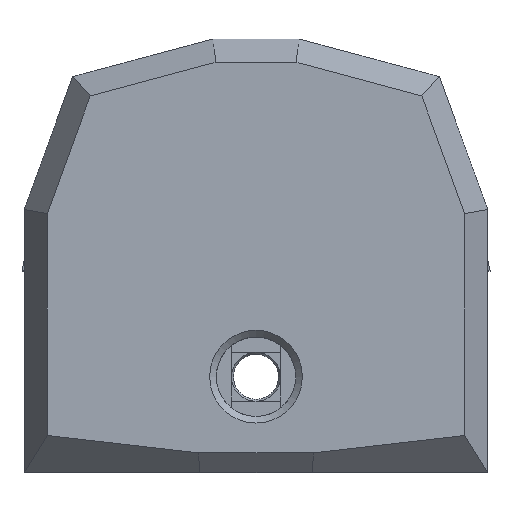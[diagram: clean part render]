
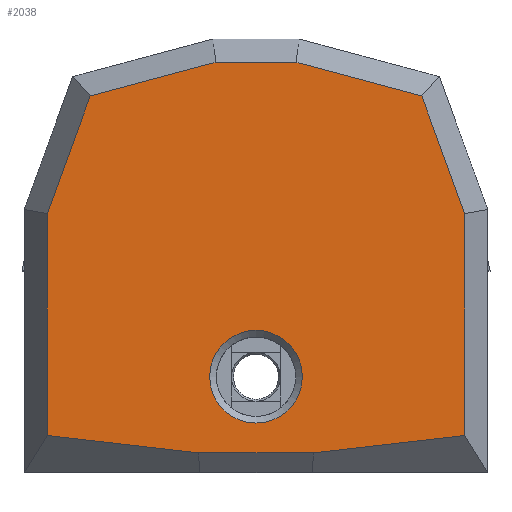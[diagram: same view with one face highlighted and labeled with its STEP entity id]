
A CAD part, top view. The second image highlights one B-rep face of the part: STEP entity #2038.
In plain terms, the highlighted planar face has unit normal (0, 0, 1).
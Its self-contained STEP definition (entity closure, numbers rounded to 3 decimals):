
#16=FACE_BOUND('',#271,.T.);
#64=CIRCLE('',#2201,3.5);
#159=FACE_OUTER_BOUND('',#270,.T.);
#270=EDGE_LOOP('',(#1759,#1760,#1761,#1762,#1763,#1764,#1765,#1766,#1767,
#1768));
#271=EDGE_LOOP('',(#1769));
#325=LINE('',#2845,#578);
#334=LINE('',#2865,#587);
#337=LINE('',#2871,#590);
#348=LINE('',#2892,#601);
#478=LINE('',#3199,#731);
#514=LINE('',#3294,#767);
#518=LINE('',#3302,#771);
#521=LINE('',#3308,#774);
#524=LINE('',#3312,#777);
#525=LINE('',#3313,#778);
#578=VECTOR('',#2283,10.);
#587=VECTOR('',#2298,10.);
#590=VECTOR('',#2303,10.);
#601=VECTOR('',#2318,10.);
#731=VECTOR('',#2592,10.);
#767=VECTOR('',#2694,10.);
#771=VECTOR('',#2700,10.);
#774=VECTOR('',#2705,10.);
#777=VECTOR('',#2710,10.);
#778=VECTOR('',#2711,10.);
#826=VERTEX_POINT('',#2842);
#827=VERTEX_POINT('',#2844);
#835=VERTEX_POINT('',#2864);
#837=VERTEX_POINT('',#2870);
#845=VERTEX_POINT('',#2890);
#938=VERTEX_POINT('',#3198);
#963=VERTEX_POINT('',#3292);
#964=VERTEX_POINT('',#3293);
#967=VERTEX_POINT('',#3301);
#969=VERTEX_POINT('',#3307);
#970=VERTEX_POINT('',#3314);
#1016=EDGE_CURVE('',#826,#827,#325,.T.);
#1026=EDGE_CURVE('',#827,#835,#334,.T.);
#1029=EDGE_CURVE('',#835,#837,#337,.T.);
#1040=EDGE_CURVE('',#826,#845,#348,.T.);
#1191=EDGE_CURVE('',#938,#837,#478,.T.);
#1238=EDGE_CURVE('',#963,#964,#514,.T.);
#1242=EDGE_CURVE('',#964,#967,#518,.T.);
#1245=EDGE_CURVE('',#969,#963,#521,.T.);
#1248=EDGE_CURVE('',#969,#845,#524,.T.);
#1249=EDGE_CURVE('',#938,#967,#525,.T.);
#1250=EDGE_CURVE('',#970,#970,#64,.T.);
#1759=ORIENTED_EDGE('',*,*,#1016,.F.);
#1760=ORIENTED_EDGE('',*,*,#1040,.T.);
#1761=ORIENTED_EDGE('',*,*,#1248,.F.);
#1762=ORIENTED_EDGE('',*,*,#1245,.T.);
#1763=ORIENTED_EDGE('',*,*,#1238,.T.);
#1764=ORIENTED_EDGE('',*,*,#1242,.T.);
#1765=ORIENTED_EDGE('',*,*,#1249,.F.);
#1766=ORIENTED_EDGE('',*,*,#1191,.T.);
#1767=ORIENTED_EDGE('',*,*,#1029,.F.);
#1768=ORIENTED_EDGE('',*,*,#1026,.F.);
#1769=ORIENTED_EDGE('',*,*,#1250,.F.);
#1929=PLANE('',#2200);
#2038=ADVANCED_FACE('',(#159,#16),#1929,.T.);
#2200=AXIS2_PLACEMENT_3D('',#3311,#2708,#2709);
#2201=AXIS2_PLACEMENT_3D('',#3315,#2712,#2713);
#2283=DIRECTION('',(0.966,0.259,0.));
#2298=DIRECTION('',(1.,0.,0.));
#2303=DIRECTION('',(0.966,-0.259,0.));
#2318=DIRECTION('',(-0.342,-0.94,0.));
#2592=DIRECTION('',(-0.342,0.94,0.));
#2694=DIRECTION('',(1.,0.,0.));
#2700=DIRECTION('',(0.993,0.114,0.));
#2705=DIRECTION('',(0.993,-0.114,0.));
#2708=DIRECTION('center_axis',(0.,0.,1.));
#2709=DIRECTION('ref_axis',(1.,0.,0.));
#2710=DIRECTION('',(0.,1.,0.));
#2711=DIRECTION('',(0.,-1.,0.));
#2712=DIRECTION('center_axis',(0.,0.,1.));
#2713=DIRECTION('ref_axis',(-1.,0.,0.));
#2842=CARTESIAN_POINT('',(-12.515,21.206,4.25));
#2844=CARTESIAN_POINT('',(-3.02,23.75,4.25));
#2845=CARTESIAN_POINT('',(-9.308,22.065,4.25));
#2864=CARTESIAN_POINT('',(3.02,23.75,4.25));
#2865=CARTESIAN_POINT('',(8.5,23.75,4.25));
#2870=CARTESIAN_POINT('',(12.515,21.206,4.25));
#2871=CARTESIAN_POINT('',(9.308,22.065,4.25));
#2890=CARTESIAN_POINT('',(-15.75,12.318,4.25));
#2892=CARTESIAN_POINT('',(-16.354,10.66,4.25));
#3198=CARTESIAN_POINT('',(15.75,12.318,4.25));
#3199=CARTESIAN_POINT('',(16.479,10.316,4.25));
#3292=CARTESIAN_POINT('',(-4.336,-5.75,4.25));
#3293=CARTESIAN_POINT('',(4.336,-5.75,4.25));
#3294=CARTESIAN_POINT('',(-2.125,-5.75,4.25));
#3301=CARTESIAN_POINT('',(15.75,-4.44,4.25));
#3302=CARTESIAN_POINT('',(2.56,-5.954,4.25));
#3307=CARTESIAN_POINT('',(-15.75,-4.44,4.25));
#3308=CARTESIAN_POINT('',(-9.099,-5.203,4.25));
#3311=CARTESIAN_POINT('Origin',(0.,3.672,4.25));
#3312=CARTESIAN_POINT('',(-15.75,8.149,4.25));
#3313=CARTESIAN_POINT('',(15.75,-1.414,4.25));
#3314=CARTESIAN_POINT('',(3.5,0.,4.25));
#3315=CARTESIAN_POINT('Origin',(0.,0.,4.25));
